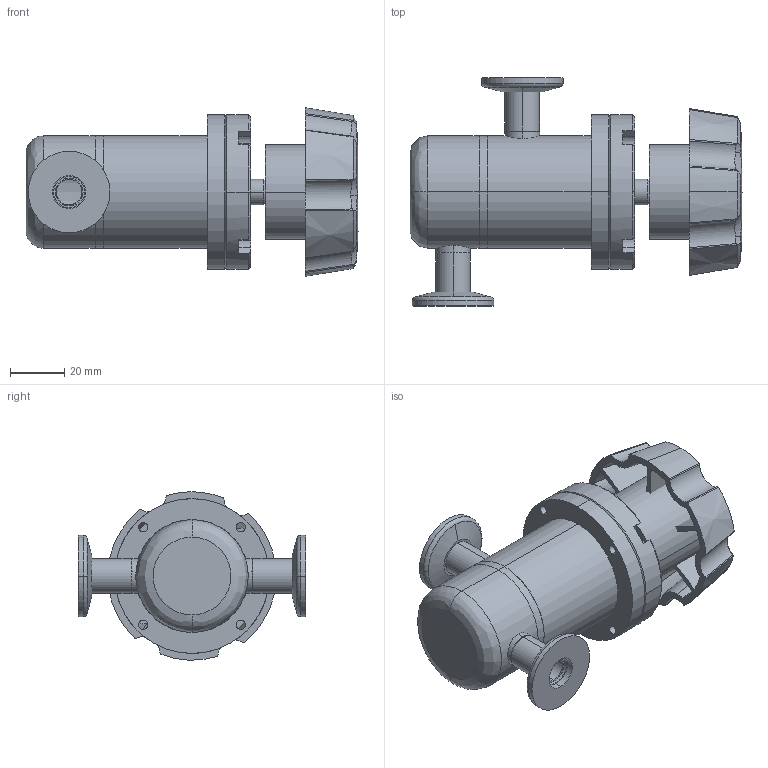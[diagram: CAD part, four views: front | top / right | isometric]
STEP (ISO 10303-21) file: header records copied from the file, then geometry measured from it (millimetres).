
FILE_DESCRIPTION (( 'STEP AP214' ), '1' );
FILE_NAME ('L-500-H-NW10_INLINE_VALVE_VITON_BONNET_MANUAL.STEP', '2020-03-25T00:33:42', ( 'admin' ), ( 'Microsoft' ), 'SwSTEP 2.0', 'SolidWorks 2016', '' );
FILE_SCHEMA (( 'AUTOMOTIVE_DESIGN' ));
Length unit declared in the file: inch
Products named in the file (1): L-500-H-NW10_INLINE_VALVE_VITON_BONNET_MANUAL
Bounding box: 122.06 x 83.82 x 61.94 mm (x, y, z)
Volume: 95747.6 mm3; surface area: 67493 mm2
Topology: 14 solids, 14 shells, 338 faces, 849 edges, 560 vertices
Faces by surface type: cylinder 137, plane 99, cone 79, bspline 18, torus 4, sphere 1
Entity records: 12168 total; most frequent: CARTESIAN_POINT 3943, ORIENTED_EDGE 1698, DIRECTION 1631, EDGE_CURVE 849, AXIS2_PLACEMENT_3D 672, VERTEX_POINT 560, EDGE_LOOP 401, CIRCLE 351
